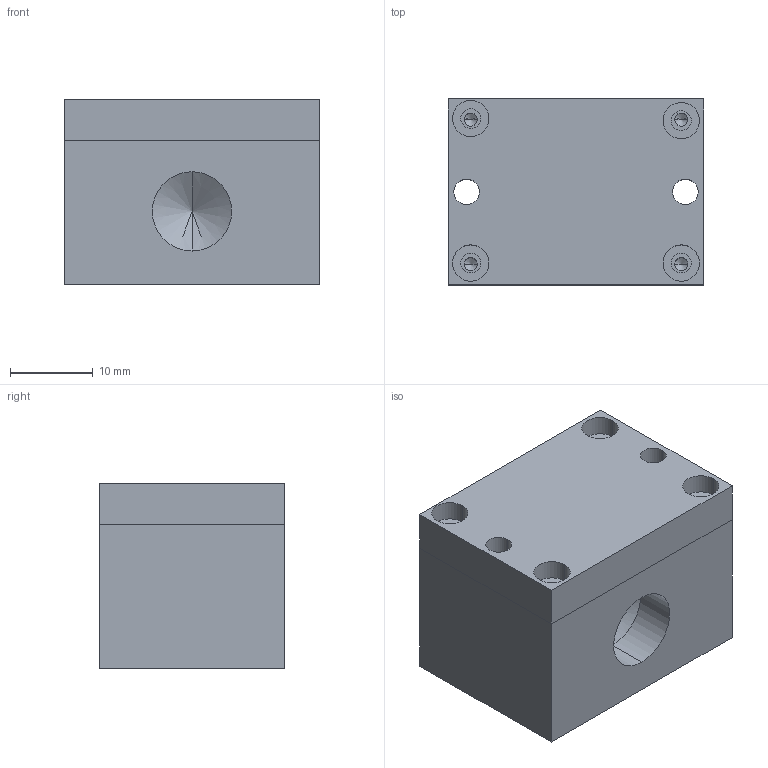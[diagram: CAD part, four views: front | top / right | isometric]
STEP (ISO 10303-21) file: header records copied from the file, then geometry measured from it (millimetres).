
FILE_DESCRIPTION (( 'STEP AP203' ), '1' );
FILE_NAME ('Gehäuse_10890.STEP', '2025-04-30T11:11:11', ( '' ), ( '' ), 'SwSTEP 2.0', 'SolidWorks 2019', '' );
FILE_SCHEMA (( 'CONFIG_CONTROL_DESIGN' ));
Length unit declared in the file: millimetre
Products named in the file (5): 10890_01; Gehäuse 415 AS Deckel - 10890-02; Gehäuse_10890
Assembly tree (2 placements, depth 2):
  Gehäuse_10890
    10890_01
    Gehäuse 415 AS Deckel - 10890-02
  Gehäuse 415 AS Deckel - 10890-02
  10890_01
Bounding box: 31 x 22.5 x 22.5 mm (x, y, z)
Volume: 14672 mm3; surface area: 6055.2 mm2
Topology: 2 solids, 2 shells, 60 faces, 146 edges, 89 vertices
Faces by surface type: cylinder 34, plane 16, cone 10
Entity records: 2197 total; most frequent: DIRECTION 336, CARTESIAN_POINT 291, ORIENTED_EDGE 272, EDGE_CURVE 136, AXIS2_PLACEMENT_3D 134, VERTEX_POINT 89, EDGE_LOOP 85, CIRCLE 68
